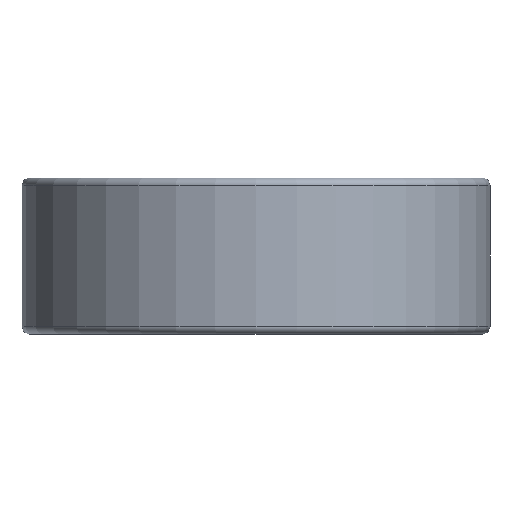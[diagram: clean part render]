
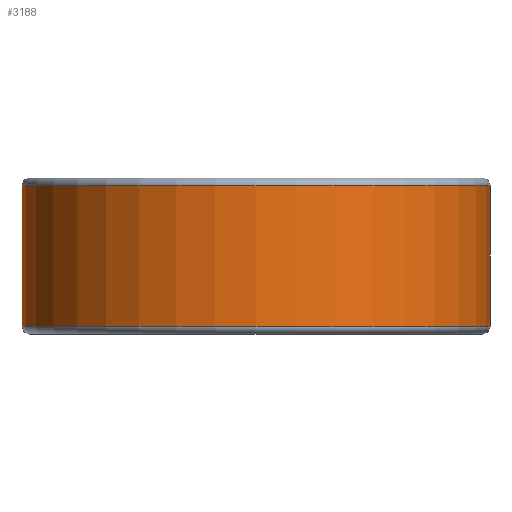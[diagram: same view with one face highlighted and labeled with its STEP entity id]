
A CAD part, front view. The second image highlights one B-rep face of the part: STEP entity #3188.
In plain terms, the highlighted cylindrical face has radius 16.669 mm (diameter 33.337 mm), a partial arc.
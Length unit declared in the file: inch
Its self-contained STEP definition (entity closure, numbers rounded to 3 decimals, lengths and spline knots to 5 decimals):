
#127 = CARTESIAN_POINT ( 'NONE',  ( 0.65625, 0., -0.19688 ) ) ;
#141 = CARTESIAN_POINT ( 'NONE',  ( -0.65625, 0., 0.19687 ) ) ;
#169 = CARTESIAN_POINT ( 'NONE',  ( -0.65625, 0., -0.19688 ) ) ;
#171 = CARTESIAN_POINT ( 'NONE',  ( 0.65625, 0., 0.19687 ) ) ;
#741 = DIRECTION ( 'NONE',  ( 0., 0., -1. ) ) ;
#742 = CARTESIAN_POINT ( 'NONE',  ( 0.65625, 0., 0.21875 ) ) ;
#922 = DIRECTION ( 'NONE',  ( 0., 0., -1. ) ) ;
#923 = CARTESIAN_POINT ( 'NONE',  ( -0.65625, 0., 0.21875 ) ) ;
#970 = LINE ( 'NONE', #742, #971 ) ;
#971 = VECTOR ( 'NONE', #741, 39.37008 ) ;
#1063 = CIRCLE ( 'NONE', #5125, 0.65625 ) ;
#2046 = CIRCLE ( 'NONE', #5113, 0.65625 ) ;
#2165 = CARTESIAN_POINT ( 'NONE',  ( 0., 0., 0.19687 ) ) ;
#2168 = DIRECTION ( 'NONE',  ( 0., 0., -1. ) ) ;
#2173 = DIRECTION ( 'NONE',  ( 1., 0., 0. ) ) ;
#2923 = EDGE_LOOP ( 'NONE', ( #5207, #5195, #5198, #5196 ) ) ;
#2956 = LINE ( 'NONE', #923, #3496 ) ;
#3188 = ADVANCED_FACE ( 'NONE', ( #5349 ), #5345, .T. ) ;
#3445 = DIRECTION ( 'NONE',  ( 1., 0., 0. ) ) ;
#3446 = DIRECTION ( 'NONE',  ( 0., 0., 1. ) ) ;
#3465 = CARTESIAN_POINT ( 'NONE',  ( 0., 0., -0.19688 ) ) ;
#3496 = VECTOR ( 'NONE', #922, 39.37008 ) ;
#3633 = DIRECTION ( 'NONE',  ( 0., 0., -1. ) ) ;
#3658 = DIRECTION ( 'NONE',  ( -1., 0., 0. ) ) ;
#3762 = CARTESIAN_POINT ( 'NONE',  ( 0., 0., 0.21875 ) ) ;
#4011 = VERTEX_POINT ( 'NONE', #171 ) ;
#4014 = VERTEX_POINT ( 'NONE', #169 ) ;
#4047 = VERTEX_POINT ( 'NONE', #141 ) ;
#4059 = VERTEX_POINT ( 'NONE', #127 ) ;
#4886 = EDGE_CURVE ( 'NONE', #4011, #4047, #2046, .T. ) ;
#4910 = EDGE_CURVE ( 'NONE', #4014, #4059, #1063, .T. ) ;
#4931 = EDGE_CURVE ( 'NONE', #4047, #4014, #2956, .T. ) ;
#4952 = EDGE_CURVE ( 'NONE', #4011, #4059, #970, .T. ) ;
#5015 = AXIS2_PLACEMENT_3D ( 'NONE', #3762, #3633, #3658 ) ;
#5113 = AXIS2_PLACEMENT_3D ( 'NONE', #2165, #2168, #2173 ) ;
#5125 = AXIS2_PLACEMENT_3D ( 'NONE', #3465, #3446, #3445 ) ;
#5195 = ORIENTED_EDGE ( 'NONE', *, *, #4886, .T. ) ;
#5196 = ORIENTED_EDGE ( 'NONE', *, *, #4910, .T. ) ;
#5198 = ORIENTED_EDGE ( 'NONE', *, *, #4931, .T. ) ;
#5207 = ORIENTED_EDGE ( 'NONE', *, *, #4952, .F. ) ;
#5345 = CYLINDRICAL_SURFACE ( 'NONE', #5015, 0.65625 ) ;
#5349 = FACE_OUTER_BOUND ( 'NONE', #2923, .T. ) ;
